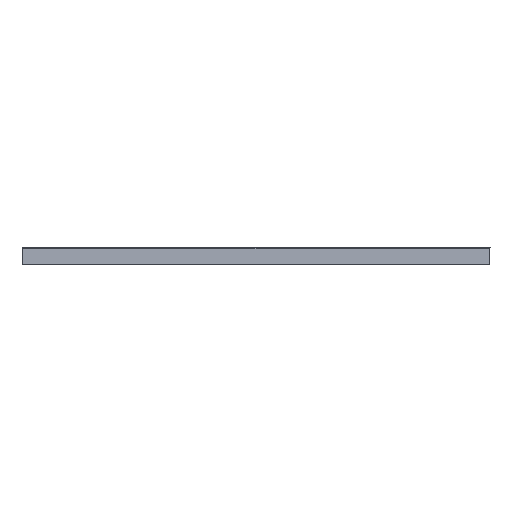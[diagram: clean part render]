
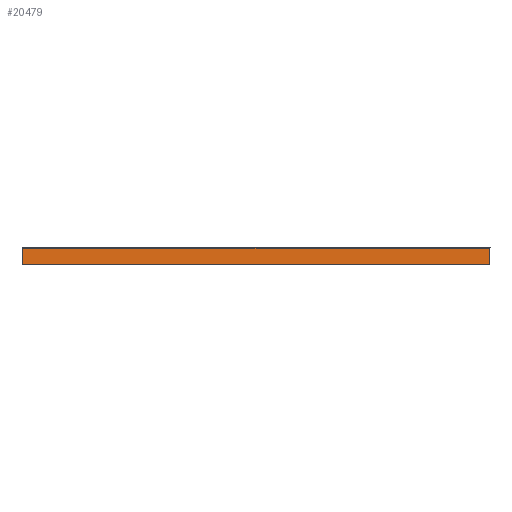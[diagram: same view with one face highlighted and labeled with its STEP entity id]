
A CAD part, top view. The second image highlights one B-rep face of the part: STEP entity #20479.
In plain terms, the highlighted planar face has unit normal (0, 0.035, 0.999).
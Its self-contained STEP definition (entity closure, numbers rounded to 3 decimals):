
#1=CARTESIAN_POINT('',(-550.,-1.967,436.172));
#2=CARTESIAN_POINT('',(-548.742,-1.968,436.172));
#3=CARTESIAN_POINT('',(-522.734,-1.987,436.173));
#4=CARTESIAN_POINT('',(-469.4,-2.022,436.174));
#5=CARTESIAN_POINT('',(-417.325,-2.039,436.174));
#6=CARTESIAN_POINT('',(-390.,-2.039,436.174));
#8=CARTESIAN_POINT('',(390.,-2.039,436.174));
#9=CARTESIAN_POINT('',(411.432,-2.039,436.174));
#10=CARTESIAN_POINT('',(453.946,-2.028,436.174));
#11=CARTESIAN_POINT('',(507.28,-1.998,436.172));
#12=CARTESIAN_POINT('',(539.182,-1.975,436.172));
#13=CARTESIAN_POINT('',(550.,-1.967,436.172));
#15=DIRECTION('',(0.,-0.999,0.035));
#16=VECTOR('',#15,38.056);
#17=CARTESIAN_POINT('',(-550.,-1.967,436.172));
#18=LINE('',#17,#16);
#93=DIRECTION('',(1.,0.,0.));
#94=VECTOR('',#93,1100.);
#95=CARTESIAN_POINT('',(-550.,-40.,437.5));
#96=LINE('',#95,#94);
#453=DIRECTION('',(0.,0.999,-0.035));
#454=VECTOR('',#453,38.056);
#455=CARTESIAN_POINT('',(550.,-40.,437.5));
#456=LINE('',#455,#454);
#562=CARTESIAN_POINT('',(390.,-2.039,436.174));
#563=CARTESIAN_POINT('',(382.521,-2.039,436.174));
#564=CARTESIAN_POINT('',(367.914,-2.038,436.174));
#565=CARTESIAN_POINT('',(347.324,-2.035,436.174));
#566=CARTESIAN_POINT('',(327.249,-2.032,436.174));
#567=CARTESIAN_POINT('',(306.81,-2.027,436.174));
#568=CARTESIAN_POINT('',(284.526,-2.02,436.174));
#569=CARTESIAN_POINT('',(261.408,-2.012,436.173));
#570=CARTESIAN_POINT('',(236.609,-2.003,436.173));
#571=CARTESIAN_POINT('',(208.467,-1.993,436.173));
#572=CARTESIAN_POINT('',(177.16,-1.981,436.172));
#573=CARTESIAN_POINT('',(141.394,-1.967,436.172));
#574=CARTESIAN_POINT('',(114.374,-1.959,436.172));
#575=CARTESIAN_POINT('',(100.087,-1.955,436.171));
#601=DIRECTION('',(-1.,0.,0.));
#602=VECTOR('',#601,100.087);
#603=CARTESIAN_POINT('',(100.087,-1.955,436.171));
#604=LINE('',#603,#602);
#610=DIRECTION('',(-1.,0.,0.));
#611=VECTOR('',#610,100.087);
#612=CARTESIAN_POINT('',(0.,-1.955,
436.171));
#613=LINE('',#612,#611);
#644=CARTESIAN_POINT('',(-100.087,-1.955,436.171));
#645=CARTESIAN_POINT('',(-132.117,-1.964,436.172));
#646=CARTESIAN_POINT('',(-196.299,-1.983,436.172));
#647=CARTESIAN_POINT('',(-292.936,-2.011,436.173));
#648=CARTESIAN_POINT('',(-357.605,-2.029,436.174));
#649=CARTESIAN_POINT('',(-390.,-2.039,436.174));
#18670=CARTESIAN_POINT('',(-550.,-1.967,436.172));
#18671=CARTESIAN_POINT('',(-550.,-40.,437.5));
#18672=VERTEX_POINT('',#18670);
#18673=VERTEX_POINT('',#18671);
#18674=VERTEX_POINT('',#6);
#18675=VERTEX_POINT('',#644);
#18676=CARTESIAN_POINT('',(0.,-1.955,
436.171));
#18677=VERTEX_POINT('',#18676);
#18678=CARTESIAN_POINT('',(100.087,-1.955,
436.171));
#18679=VERTEX_POINT('',#18678);
#18680=VERTEX_POINT('',#562);
#18681=VERTEX_POINT('',#13);
#18682=CARTESIAN_POINT('',(550.,-40.,437.5));
#18683=VERTEX_POINT('',#18682);
#20454=CARTESIAN_POINT('',(0.,-20.977,436.836));
#20455=DIRECTION('',(0.,0.035,0.999));
#20456=DIRECTION('',(0.,0.999,-0.035));
#20457=AXIS2_PLACEMENT_3D('',#20454,#20455,#20456);
#20458=PLANE('',#20457);
#20460=ORIENTED_EDGE('',*,*,#20459,.F.);
#20462=ORIENTED_EDGE('',*,*,#20461,.T.);
#20464=ORIENTED_EDGE('',*,*,#20463,.F.);
#20466=ORIENTED_EDGE('',*,*,#20465,.F.);
#20468=ORIENTED_EDGE('',*,*,#20467,.F.);
#20470=ORIENTED_EDGE('',*,*,#20469,.F.);
#20472=ORIENTED_EDGE('',*,*,#20471,.T.);
#20474=ORIENTED_EDGE('',*,*,#20473,.F.);
#20476=ORIENTED_EDGE('',*,*,#20475,.F.);
#20477=EDGE_LOOP('',(#20460,#20462,#20464,#20466,#20468,#20470,#20472,#20474,
#20476));
#20478=FACE_OUTER_BOUND('',#20477,.F.);
#20479=ADVANCED_FACE('',(#20478),#20458,.T.);
#7=B_SPLINE_CURVE_WITH_KNOTS('',3,(#1,#2,#3,#4,#5,#6),.UNSPECIFIED.,.F.,.F.,(4,
1,1,4),(0.,0.024,0.488,1.),.UNSPECIFIED.);
#14=B_SPLINE_CURVE_WITH_KNOTS('',3,(#8,#9,#10,#11,#12,#13),.UNSPECIFIED.,.F.,
.F.,(4,1,1,4),(0.,0.402,0.797,1.),.UNSPECIFIED.);
#576=B_SPLINE_CURVE_WITH_KNOTS('',3,(#562,#563,#564,#565,#566,#567,#568,#569,
#570,#571,#572,#573,#574,#575),.UNSPECIFIED.,.F.,.F.,(4,1,1,1,1,1,1,1,1,1,1,4),(
0.,0.091,0.182,0.273,0.364,
0.455,0.545,0.636,0.727,
0.818,0.909,1.),.UNSPECIFIED.);
#650=B_SPLINE_CURVE_WITH_KNOTS('',3,(#644,#645,#646,#647,#648,#649),
.UNSPECIFIED.,.F.,.F.,(4,1,1,4),(0.,0.333,0.667,1.),
.UNSPECIFIED.);
#20459=EDGE_CURVE('',#18672,#18673,#18,.T.);
#20461=EDGE_CURVE('',#18672,#18674,#7,.T.);
#20463=EDGE_CURVE('',#18675,#18674,#650,.T.);
#20465=EDGE_CURVE('',#18677,#18675,#613,.T.);
#20467=EDGE_CURVE('',#18679,#18677,#604,.T.);
#20469=EDGE_CURVE('',#18680,#18679,#576,.T.);
#20471=EDGE_CURVE('',#18680,#18681,#14,.T.);
#20473=EDGE_CURVE('',#18683,#18681,#456,.T.);
#20475=EDGE_CURVE('',#18673,#18683,#96,.T.);
